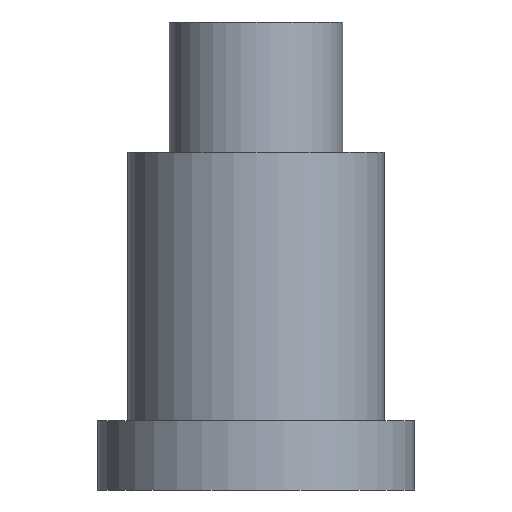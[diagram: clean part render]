
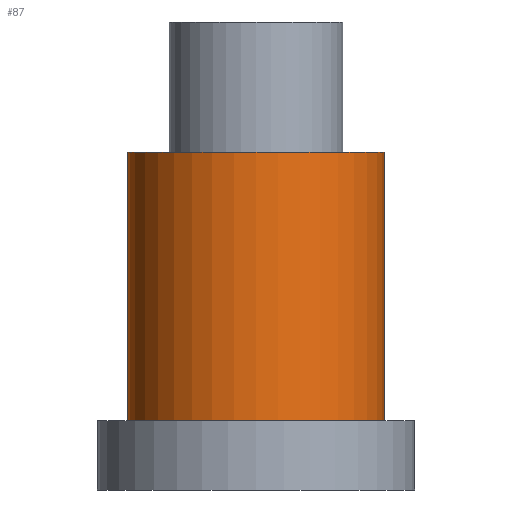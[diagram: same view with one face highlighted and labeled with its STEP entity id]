
A CAD part, front view. The second image highlights one B-rep face of the part: STEP entity #87.
In plain terms, the highlighted cylindrical face has radius 0.74 mm (diameter 1.48 mm), a full revolution.
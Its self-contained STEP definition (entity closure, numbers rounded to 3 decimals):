
#23=FACE_OUTER_BOUND('',#30,.T.);
#30=EDGE_LOOP('',(#69,#70,#71,#72));
#38=LINE('',#162,#41);
#41=VECTOR('',#134,0.74);
#45=CIRCLE('',#111,0.74);
#46=CIRCLE('',#112,0.74);
#51=VERTEX_POINT('',#159);
#52=VERTEX_POINT('',#161);
#58=EDGE_CURVE('',#51,#51,#45,.T.);
#59=EDGE_CURVE('',#51,#52,#38,.T.);
#60=EDGE_CURVE('',#52,#52,#46,.T.);
#69=ORIENTED_EDGE('',*,*,#58,.F.);
#70=ORIENTED_EDGE('',*,*,#59,.T.);
#71=ORIENTED_EDGE('',*,*,#60,.F.);
#72=ORIENTED_EDGE('',*,*,#59,.F.);
#83=CYLINDRICAL_SURFACE('',#110,0.74);
#87=ADVANCED_FACE('',(#23),#83,.T.);
#110=AXIS2_PLACEMENT_3D('',#158,#130,#131);
#111=AXIS2_PLACEMENT_3D('',#160,#132,#133);
#112=AXIS2_PLACEMENT_3D('',#163,#135,#136);
#130=DIRECTION('center_axis',(0.,0.,1.));
#131=DIRECTION('ref_axis',(-1.,0.,0.));
#132=DIRECTION('center_axis',(0.,0.,1.));
#133=DIRECTION('ref_axis',(-1.,0.,0.));
#134=DIRECTION('',(0.,0.,-1.));
#135=DIRECTION('center_axis',(0.,0.,-1.));
#136=DIRECTION('ref_axis',(-1.,0.,0.));
#158=CARTESIAN_POINT('Origin',(0.,0.,0.4));
#159=CARTESIAN_POINT('',(0.74,0.,1.95));
#160=CARTESIAN_POINT('Origin',(0.,0.,1.95));
#161=CARTESIAN_POINT('',(0.74,0.,0.4));
#162=CARTESIAN_POINT('',(0.74,0.,0.4));
#163=CARTESIAN_POINT('Origin',(0.,0.,0.4));
